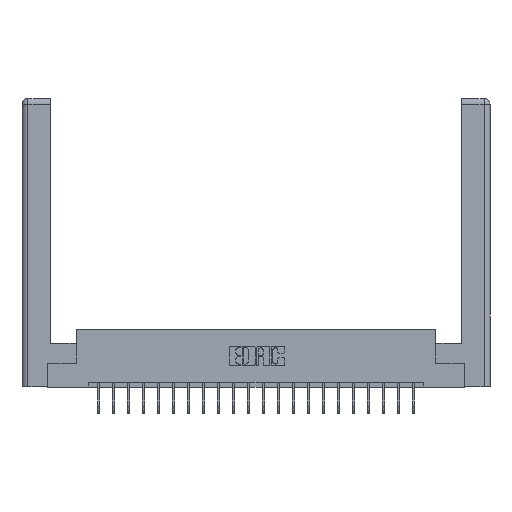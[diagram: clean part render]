
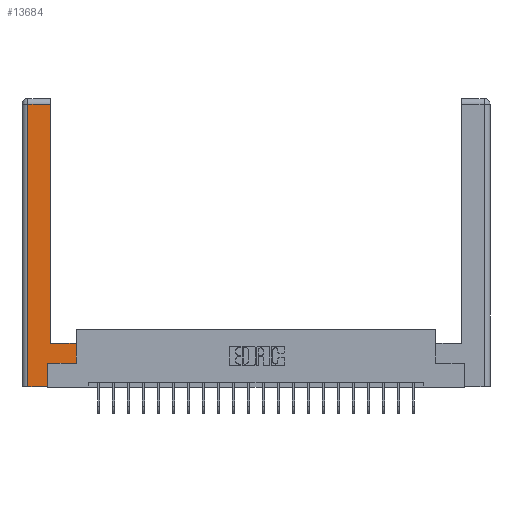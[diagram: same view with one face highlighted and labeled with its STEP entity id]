
A CAD part, top view. The second image highlights one B-rep face of the part: STEP entity #13684.
In plain terms, the highlighted planar face has unit normal (0, 0, 1).
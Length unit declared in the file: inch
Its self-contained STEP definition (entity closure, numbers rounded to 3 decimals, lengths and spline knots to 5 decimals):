
#110 = DIRECTION ( 'NONE',  ( 1., 0., 0. ) ) ;
#325 = DIRECTION ( 'NONE',  ( 0., 0., -1. ) ) ;
#332 = VECTOR ( 'NONE', #669, 39.37008 ) ;
#669 = DIRECTION ( 'NONE',  ( 0., 1., 0. ) ) ;
#950 = CARTESIAN_POINT ( 'NONE',  ( 0.295, 2.94, 0. ) ) ;
#1019 = CARTESIAN_POINT ( 'NONE',  ( 0.265, 0.245, 0. ) ) ;
#1051 = CARTESIAN_POINT ( 'NONE',  ( 0.0615, 2.94, 0. ) ) ;
#1934 = VECTOR ( 'NONE', #4361, 39.37008 ) ;
#2426 = CARTESIAN_POINT ( 'NONE',  ( 0.265, 0.245, 0. ) ) ;
#2541 = DIRECTION ( 'NONE',  ( -1., 0., 0. ) ) ;
#2566 = ORIENTED_EDGE ( 'NONE', *, *, #19291, .T. ) ;
#2823 = VERTEX_POINT ( 'NONE', #5402 ) ;
#3328 = ORIENTED_EDGE ( 'NONE', *, *, #12863, .T. ) ;
#3368 = EDGE_CURVE ( 'NONE', #18064, #2823, #11283, .T. ) ;
#3968 = VECTOR ( 'NONE', #5080, 39.37008 ) ;
#3987 = EDGE_CURVE ( 'NONE', #21547, #15257, #16173, .T. ) ;
#4361 = DIRECTION ( 'NONE',  ( 1., 0., 0. ) ) ;
#4436 = ORIENTED_EDGE ( 'NONE', *, *, #3368, .T. ) ;
#5080 = DIRECTION ( 'NONE',  ( 0., 1., 0. ) ) ;
#5147 = CARTESIAN_POINT ( 'NONE',  ( 0.265, 0., 0. ) ) ;
#5176 = LINE ( 'NONE', #9373, #17516 ) ;
#5269 = ORIENTED_EDGE ( 'NONE', *, *, #11136, .T. ) ;
#5355 = DIRECTION ( 'NONE',  ( -1., 0., 0. ) ) ;
#5402 = CARTESIAN_POINT ( 'NONE',  ( 0.0615, 2.94, 0. ) ) ;
#5427 = PLANE ( 'NONE',  #20291 ) ;
#5711 = LINE ( 'NONE', #9226, #6754 ) ;
#5782 = EDGE_LOOP ( 'NONE', ( #11634, #4436, #11173, #5269, #2566, #3328, #20993, #21404 ) ) ;
#6754 = VECTOR ( 'NONE', #20814, 39.37008 ) ;
#7144 = LINE ( 'NONE', #2426, #332 ) ;
#7451 = CARTESIAN_POINT ( 'NONE',  ( 0.565, 0.245, 0. ) ) ;
#7465 = VERTEX_POINT ( 'NONE', #12427 ) ;
#7511 = CARTESIAN_POINT ( 'NONE',  ( 0.295, 0.45, 0. ) ) ;
#8157 = CARTESIAN_POINT ( 'NONE',  ( 0.265, 0., 0. ) ) ;
#8295 = VECTOR ( 'NONE', #2541, 39.37008 ) ;
#8388 = VECTOR ( 'NONE', #110, 39.37008 ) ;
#8607 = VECTOR ( 'NONE', #11195, 39.37008 ) ;
#8772 = DIRECTION ( 'NONE',  ( 0., 1., 0. ) ) ;
#9199 = LINE ( 'NONE', #5147, #8388 ) ;
#9226 = CARTESIAN_POINT ( 'NONE',  ( 0.0615, 0., 0. ) ) ;
#9373 = CARTESIAN_POINT ( 'NONE',  ( 0.295, 3., 0. ) ) ;
#9757 = VERTEX_POINT ( 'NONE', #1019 ) ;
#10311 = FACE_OUTER_BOUND ( 'NONE', #5782, .T. ) ;
#10328 = CARTESIAN_POINT ( 'NONE',  ( 0.565, 0.45, 0. ) ) ;
#10540 = CARTESIAN_POINT ( 'NONE',  ( 0., 0., 0. ) ) ;
#11136 = EDGE_CURVE ( 'NONE', #7465, #19442, #9199, .T. ) ;
#11173 = ORIENTED_EDGE ( 'NONE', *, *, #16213, .T. ) ;
#11195 = DIRECTION ( 'NONE',  ( -1., 0., 0. ) ) ;
#11283 = LINE ( 'NONE', #1051, #8607 ) ;
#11634 = ORIENTED_EDGE ( 'NONE', *, *, #12457, .T. ) ;
#12427 = CARTESIAN_POINT ( 'NONE',  ( 0.0615, 0., 0. ) ) ;
#12457 = EDGE_CURVE ( 'NONE', #15257, #18064, #5176, .T. ) ;
#12863 = EDGE_CURVE ( 'NONE', #9757, #21019, #17134, .T. ) ;
#13684 = ADVANCED_FACE ( 'NONE', ( #10311 ), #5427, .F. ) ;
#15257 = VERTEX_POINT ( 'NONE', #7511 ) ;
#16173 = LINE ( 'NONE', #17417, #8295 ) ;
#16213 = EDGE_CURVE ( 'NONE', #2823, #7465, #5711, .T. ) ;
#17134 = LINE ( 'NONE', #17708, #1934 ) ;
#17417 = CARTESIAN_POINT ( 'NONE',  ( 0.295, 0.45, 0. ) ) ;
#17516 = VECTOR ( 'NONE', #8772, 39.37008 ) ;
#17708 = CARTESIAN_POINT ( 'NONE',  ( 0.565, 0.245, 0. ) ) ;
#18064 = VERTEX_POINT ( 'NONE', #950 ) ;
#19291 = EDGE_CURVE ( 'NONE', #19442, #9757, #7144, .T. ) ;
#19442 = VERTEX_POINT ( 'NONE', #8157 ) ;
#19876 = CARTESIAN_POINT ( 'NONE',  ( 0.565, 0.45, 0. ) ) ;
#20291 = AXIS2_PLACEMENT_3D ( 'NONE', #10540, #325, #5355 ) ;
#20467 = LINE ( 'NONE', #19876, #3968 ) ;
#20559 = EDGE_CURVE ( 'NONE', #21019, #21547, #20467, .T. ) ;
#20814 = DIRECTION ( 'NONE',  ( 0., -1., 0. ) ) ;
#20993 = ORIENTED_EDGE ( 'NONE', *, *, #20559, .T. ) ;
#21019 = VERTEX_POINT ( 'NONE', #7451 ) ;
#21404 = ORIENTED_EDGE ( 'NONE', *, *, #3987, .T. ) ;
#21547 = VERTEX_POINT ( 'NONE', #10328 ) ;
